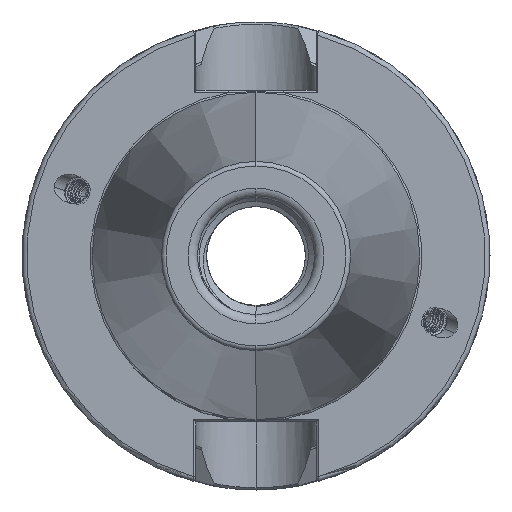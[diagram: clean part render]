
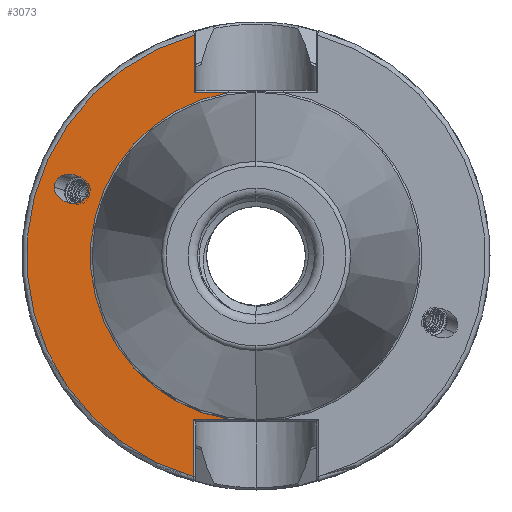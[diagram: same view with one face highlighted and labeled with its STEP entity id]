
A CAD part, left-side view. The second image highlights one B-rep face of the part: STEP entity #3073.
In plain terms, the highlighted planar face has unit normal (-1, 0, 0).
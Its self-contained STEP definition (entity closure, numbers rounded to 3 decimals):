
#2601 = CARTESIAN_POINT ( 'NONE',  ( 0., -12.85, -34.9 ) ) ;
#2616 = DIRECTION ( 'NONE',  ( 0., -1., 0. ) ) ;
#3073 = ADVANCED_FACE ( 'NONE', ( #9670, #9671 ), #22742, .T. ) ;
#4733 =( BOUNDED_CURVE ( )  B_SPLINE_CURVE ( 3, ( #11572, #11532, #11563, #11571 ),
 .UNSPECIFIED., .F., .F. ) 
 B_SPLINE_CURVE_WITH_KNOTS ( ( 4, 4 ),
 ( 3.431, 6.283 ),
 .UNSPECIFIED. ) 
 CURVE ( )  GEOMETRIC_REPRESENTATION_ITEM ( )  RATIONAL_B_SPLINE_CURVE ( ( 1., 0.43, 0.43, 1. ) ) 
 REPRESENTATION_ITEM ( '' )  );
#4847 =( BOUNDED_CURVE ( )  B_SPLINE_CURVE ( 3, ( #8956, #8965, #8952, #8949 ),
 .UNSPECIFIED., .F., .T. ) 
 B_SPLINE_CURVE_WITH_KNOTS ( ( 4, 4 ),
 ( 0., 0.29 ),
 .UNSPECIFIED. ) 
 CURVE ( )  GEOMETRIC_REPRESENTATION_ITEM ( )  RATIONAL_B_SPLINE_CURVE ( ( 1., 0.993, 0.993, 1. ) ) 
 REPRESENTATION_ITEM ( '' )  );
#4970 =( BOUNDED_CURVE ( )  B_SPLINE_CURVE ( 3, ( #21648, #21680, #21655, #21681 ),
 .UNSPECIFIED., .F., .T. ) 
 B_SPLINE_CURVE_WITH_KNOTS ( ( 4, 4 ),
 ( 0.29, 3.431 ),
 .UNSPECIFIED. ) 
 CURVE ( )  GEOMETRIC_REPRESENTATION_ITEM ( )  RATIONAL_B_SPLINE_CURVE ( ( 1., 0.333, 0.333, 1. ) ) 
 REPRESENTATION_ITEM ( '' )  );
#8268 = CARTESIAN_POINT ( 'NONE',  ( 0., 13.194, 47.19 ) ) ;
#8364 = CARTESIAN_POINT ( 'NONE',  ( 0., 13.194, 34.9 ) ) ;
#8378 = CARTESIAN_POINT ( 'NONE',  ( 0., 5.916, 34.9 ) ) ;
#8949 = CARTESIAN_POINT ( 'NONE',  ( 0., 35.816, 13.963 ) ) ;
#8952 = CARTESIAN_POINT ( 'NONE',  ( 0., 35.816, 13.662 ) ) ;
#8956 = CARTESIAN_POINT ( 'NONE',  ( 0., 35.968, 13.091 ) ) ;
#8965 = CARTESIAN_POINT ( 'NONE',  ( 0., 35.867, 13.369 ) ) ;
#9291 = CIRCLE ( 'NONE', #24813, 49. ) ;
#9322 = LINE ( 'NONE', #11902, #9325 ) ;
#9325 = VECTOR ( 'NONE', #11903, 1000. ) ;
#9337 = LINE ( 'NONE', #12048, #9352 ) ;
#9339 = CIRCLE ( 'NONE', #24384, 35.398 ) ;
#9352 = VECTOR ( 'NONE', #12073, 1000. ) ;
#9354 = VECTOR ( 'NONE', #12091, 1000. ) ;
#9359 = LINE ( 'NONE', #12055, #9354 ) ;
#9380 = LINE ( 'NONE', #2601, #9413 ) ;
#9413 = VECTOR ( 'NONE', #2616, 1000. ) ;
#9670 = FACE_BOUND ( 'NONE', #19055, .T. ) ;
#9671 = FACE_OUTER_BOUND ( 'NONE', #18919, .T. ) ;
#11526 = DIRECTION ( 'NONE',  ( 0., 0., -1. ) ) ;
#11530 = CARTESIAN_POINT ( 'NONE',  ( 0., 0., 0. ) ) ;
#11532 = CARTESIAN_POINT ( 'NONE',  ( 0., 43.118, 9.99 ) ) ;
#11547 = DIRECTION ( 'NONE',  ( 1., 0., 0. ) ) ;
#11563 = CARTESIAN_POINT ( 'NONE',  ( 0., 37.57, 8.69 ) ) ;
#11571 = CARTESIAN_POINT ( 'NONE',  ( 0., 35.968, 13.091 ) ) ;
#11572 = CARTESIAN_POINT ( 'NONE',  ( 0., 43.118, 14.766 ) ) ;
#11811 = CARTESIAN_POINT ( 'NONE',  ( 0., 0., 0. ) ) ;
#11814 = DIRECTION ( 'NONE',  ( 1., 0., 0. ) ) ;
#11869 = DIRECTION ( 'NONE',  ( 0., 0., -1. ) ) ;
#11902 = CARTESIAN_POINT ( 'NONE',  ( 0., 13.194, 0. ) ) ;
#11903 = DIRECTION ( 'NONE',  ( 0., 0., 1. ) ) ;
#12048 = CARTESIAN_POINT ( 'NONE',  ( 0., 35.398, 34.9 ) ) ;
#12055 = CARTESIAN_POINT ( 'NONE',  ( 0., 13.279, -35.4 ) ) ;
#12073 = DIRECTION ( 'NONE',  ( 0., 1., 0. ) ) ;
#12091 = DIRECTION ( 'NONE',  ( 0., 0., 1. ) ) ;
#18919 = EDGE_LOOP ( 'NONE', ( #25375, #25429, #25419, #25432, #25404, #25373 ) ) ;
#19055 = EDGE_LOOP ( 'NONE', ( #25433, #25397, #25428 ) ) ;
#21648 = CARTESIAN_POINT ( 'NONE',  ( 0., 35.816, 13.963 ) ) ;
#21655 = CARTESIAN_POINT ( 'NONE',  ( 0., 43.118, 20.987 ) ) ;
#21680 = CARTESIAN_POINT ( 'NONE',  ( 0., 35.816, 20.184 ) ) ;
#21681 = CARTESIAN_POINT ( 'NONE',  ( 0., 43.118, 14.766 ) ) ;
#22045 = CARTESIAN_POINT ( 'NONE',  ( 0., 13.279, -34.9 ) ) ;
#22078 = CARTESIAN_POINT ( 'NONE',  ( 0., 13.279, -47.166 ) ) ;
#22123 = CARTESIAN_POINT ( 'NONE',  ( 0., 5.916, -34.9 ) ) ;
#22456 = CARTESIAN_POINT ( 'NONE',  ( 0., 35.816, 13.963 ) ) ;
#22497 = CARTESIAN_POINT ( 'NONE',  ( 0., 43.118, 14.766 ) ) ;
#22499 = CARTESIAN_POINT ( 'NONE',  ( 0., 35.968, 13.091 ) ) ;
#22727 = DIRECTION ( 'NONE',  ( 0., 0., 1. ) ) ;
#22738 = CARTESIAN_POINT ( 'NONE',  ( 0., 35.398, 0. ) ) ;
#22742 = PLANE ( 'NONE',  #24485 ) ;
#22771 = DIRECTION ( 'NONE',  ( -1., 0., 0. ) ) ;
#24384 = AXIS2_PLACEMENT_3D ( 'NONE', #11811, #11814, #11869 ) ;
#24485 = AXIS2_PLACEMENT_3D ( 'NONE', #22738, #22771, #22727 ) ;
#24813 = AXIS2_PLACEMENT_3D ( 'NONE', #11530, #11547, #11526 ) ;
#25373 = ORIENTED_EDGE ( 'NONE', *, *, #26965, .T. ) ;
#25375 = ORIENTED_EDGE ( 'NONE', *, *, #26916, .F. ) ;
#25397 = ORIENTED_EDGE ( 'NONE', *, *, #26915, .F. ) ;
#25404 = ORIENTED_EDGE ( 'NONE', *, *, #26991, .T. ) ;
#25419 = ORIENTED_EDGE ( 'NONE', *, *, #27040, .T. ) ;
#25428 = ORIENTED_EDGE ( 'NONE', *, *, #25917, .F. ) ;
#25429 = ORIENTED_EDGE ( 'NONE', *, *, #26984, .T. ) ;
#25432 = ORIENTED_EDGE ( 'NONE', *, *, #26960, .T. ) ;
#25433 = ORIENTED_EDGE ( 'NONE', *, *, #27072, .F. ) ;
#25631 = VERTEX_POINT ( 'NONE', #22497 ) ;
#25683 = VERTEX_POINT ( 'NONE', #22499 ) ;
#25687 = VERTEX_POINT ( 'NONE', #22456 ) ;
#25917 = EDGE_CURVE ( 'NONE', #25687, #25631, #4970, .T. ) ;
#26045 = VERTEX_POINT ( 'NONE', #22045 ) ;
#26058 = VERTEX_POINT ( 'NONE', #22078 ) ;
#26073 = VERTEX_POINT ( 'NONE', #22123 ) ;
#26578 = VERTEX_POINT ( 'NONE', #8268 ) ;
#26599 = VERTEX_POINT ( 'NONE', #8364 ) ;
#26613 = VERTEX_POINT ( 'NONE', #8378 ) ;
#26915 = EDGE_CURVE ( 'NONE', #25631, #25683, #4733, .T. ) ;
#26916 = EDGE_CURVE ( 'NONE', #26058, #26578, #9291, .T. ) ;
#26960 = EDGE_CURVE ( 'NONE', #26073, #26613, #9339, .T. ) ;
#26965 = EDGE_CURVE ( 'NONE', #26599, #26578, #9322, .T. ) ;
#26984 = EDGE_CURVE ( 'NONE', #26058, #26045, #9359, .T. ) ;
#26991 = EDGE_CURVE ( 'NONE', #26613, #26599, #9337, .T. ) ;
#27040 = EDGE_CURVE ( 'NONE', #26045, #26073, #9380, .T. ) ;
#27072 = EDGE_CURVE ( 'NONE', #25683, #25687, #4847, .T. ) ;
